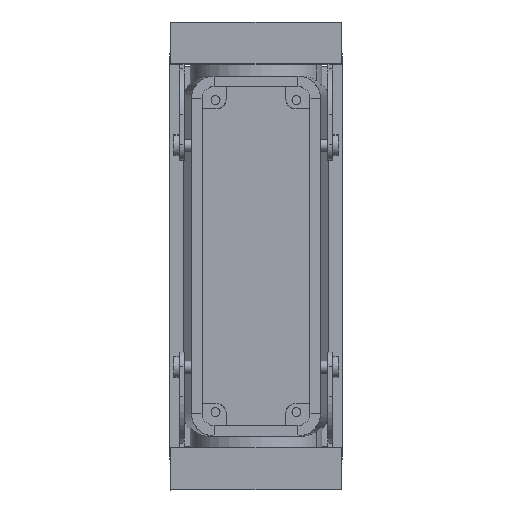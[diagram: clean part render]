
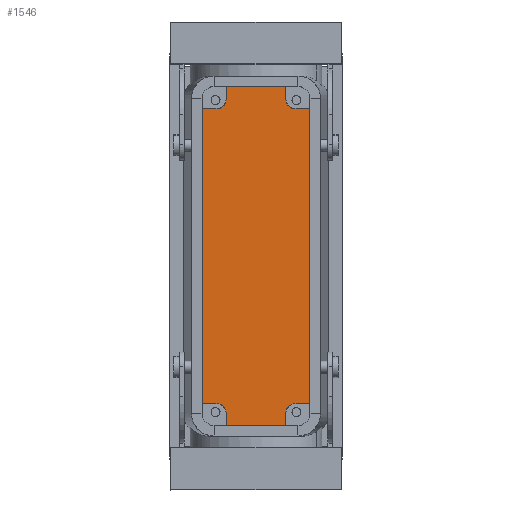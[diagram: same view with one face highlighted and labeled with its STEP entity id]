
A CAD part, top view. The second image highlights one B-rep face of the part: STEP entity #1546.
In plain terms, the highlighted planar face has unit normal (0, 0, 1).
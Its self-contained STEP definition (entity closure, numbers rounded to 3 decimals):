
#431=AXIS2_PLACEMENT_3D('Circle Axis2P3D',#429,#430,$) ;
#528=AXIS2_PLACEMENT_3D('Circle Axis2P3D',#526,#527,$) ;
#1465=AXIS2_PLACEMENT_3D('Plane Axis2P3D',#1462,#1463,#1464) ;
#1483=AXIS2_PLACEMENT_3D('Circle Axis2P3D',#1481,#1482,$) ;
#1511=AXIS2_PLACEMENT_3D('Circle Axis2P3D',#1509,#1510,$) ;
#426=CARTESIAN_POINT('Vertex',(15.75,127.25,5.5)) ;
#429=CARTESIAN_POINT('Axis2P3D Location',(15.75,130.25,5.5)) ;
#433=CARTESIAN_POINT('Vertex',(18.75,130.25,5.5)) ;
#454=CARTESIAN_POINT('Line Origine',(18.75,132.375,5.5)) ;
#458=CARTESIAN_POINT('Vertex',(18.75,134.5,5.5)) ;
#478=CARTESIAN_POINT('Line Origine',(28.75,134.5,5.5)) ;
#482=CARTESIAN_POINT('Vertex',(38.75,134.5,5.5)) ;
#502=CARTESIAN_POINT('Line Origine',(38.75,132.375,5.5)) ;
#506=CARTESIAN_POINT('Vertex',(38.75,130.25,5.5)) ;
#526=CARTESIAN_POINT('Axis2P3D Location',(41.75,130.25,5.5)) ;
#530=CARTESIAN_POINT('Vertex',(41.75,127.25,5.5)) ;
#550=CARTESIAN_POINT('Line Origine',(44.25,127.25,5.5)) ;
#554=CARTESIAN_POINT('Vertex',(46.75,127.25,5.5)) ;
#724=CARTESIAN_POINT('Vertex',(10.75,127.25,5.5)) ;
#727=CARTESIAN_POINT('Line Origine',(13.25,127.25,5.5)) ;
#1462=CARTESIAN_POINT('Axis2P3D Location',(28.75,78.,5.5)) ;
#1467=CARTESIAN_POINT('Line Origine',(10.75,78.,5.5)) ;
#1471=CARTESIAN_POINT('Vertex',(10.75,28.75,5.5)) ;
#1474=CARTESIAN_POINT('Line Origine',(13.25,28.75,5.5)) ;
#1478=CARTESIAN_POINT('Vertex',(15.75,28.75,5.5)) ;
#1481=CARTESIAN_POINT('Axis2P3D Location',(15.75,25.75,5.5)) ;
#1485=CARTESIAN_POINT('Vertex',(18.75,25.75,5.5)) ;
#1488=CARTESIAN_POINT('Line Origine',(18.75,23.625,5.5)) ;
#1492=CARTESIAN_POINT('Vertex',(18.75,21.5,5.5)) ;
#1495=CARTESIAN_POINT('Line Origine',(28.75,21.5,5.5)) ;
#1499=CARTESIAN_POINT('Vertex',(38.75,21.5,5.5)) ;
#1502=CARTESIAN_POINT('Line Origine',(38.75,23.625,5.5)) ;
#1506=CARTESIAN_POINT('Vertex',(38.75,25.75,5.5)) ;
#1509=CARTESIAN_POINT('Axis2P3D Location',(41.75,25.75,5.5)) ;
#1513=CARTESIAN_POINT('Vertex',(41.75,28.75,5.5)) ;
#1516=CARTESIAN_POINT('Line Origine',(44.25,28.75,5.5)) ;
#1520=CARTESIAN_POINT('Vertex',(46.75,28.75,5.5)) ;
#1523=CARTESIAN_POINT('Line Origine',(46.75,78.,5.5)) ;
#430=DIRECTION('Axis2P3D Direction',(-0.,0.,-1.)) ;
#455=DIRECTION('Vector Direction',(0.,1.,0.)) ;
#479=DIRECTION('Vector Direction',(-1.,0.,0.)) ;
#503=DIRECTION('Vector Direction',(0.,1.,0.)) ;
#527=DIRECTION('Axis2P3D Direction',(0.,0.,-1.)) ;
#551=DIRECTION('Vector Direction',(-1.,0.,0.)) ;
#728=DIRECTION('Vector Direction',(1.,0.,0.)) ;
#1463=DIRECTION('Axis2P3D Direction',(0.,-0.,1.)) ;
#1464=DIRECTION('Axis2P3D XDirection',(0.,1.,0.)) ;
#1468=DIRECTION('Vector Direction',(0.,1.,0.)) ;
#1475=DIRECTION('Vector Direction',(1.,0.,0.)) ;
#1482=DIRECTION('Axis2P3D Direction',(0.,-0.,1.)) ;
#1489=DIRECTION('Vector Direction',(0.,-1.,0.)) ;
#1496=DIRECTION('Vector Direction',(1.,0.,0.)) ;
#1503=DIRECTION('Vector Direction',(0.,-1.,0.)) ;
#1510=DIRECTION('Axis2P3D Direction',(0.,-0.,1.)) ;
#1517=DIRECTION('Vector Direction',(-1.,0.,0.)) ;
#1524=DIRECTION('Vector Direction',(0.,-1.,0.)) ;
#456=VECTOR('Line Direction',#455,1.) ;
#480=VECTOR('Line Direction',#479,1.) ;
#504=VECTOR('Line Direction',#503,1.) ;
#552=VECTOR('Line Direction',#551,1.) ;
#729=VECTOR('Line Direction',#728,1.) ;
#1469=VECTOR('Line Direction',#1468,1.) ;
#1476=VECTOR('Line Direction',#1475,1.) ;
#1490=VECTOR('Line Direction',#1489,1.) ;
#1497=VECTOR('Line Direction',#1496,1.) ;
#1504=VECTOR('Line Direction',#1503,1.) ;
#1518=VECTOR('Line Direction',#1517,1.) ;
#1525=VECTOR('Line Direction',#1524,1.) ;
#1529=ORIENTED_EDGE('',*,*,#532,.F.) ;
#1530=ORIENTED_EDGE('',*,*,#508,.T.) ;
#1531=ORIENTED_EDGE('',*,*,#484,.T.) ;
#1532=ORIENTED_EDGE('',*,*,#460,.F.) ;
#1533=ORIENTED_EDGE('',*,*,#435,.F.) ;
#1534=ORIENTED_EDGE('',*,*,#731,.F.) ;
#1535=ORIENTED_EDGE('',*,*,#1473,.T.) ;
#1536=ORIENTED_EDGE('',*,*,#1480,.T.) ;
#1537=ORIENTED_EDGE('',*,*,#1487,.F.) ;
#1538=ORIENTED_EDGE('',*,*,#1494,.T.) ;
#1539=ORIENTED_EDGE('',*,*,#1501,.T.) ;
#1540=ORIENTED_EDGE('',*,*,#1508,.F.) ;
#1541=ORIENTED_EDGE('',*,*,#1515,.F.) ;
#1542=ORIENTED_EDGE('',*,*,#1522,.F.) ;
#1543=ORIENTED_EDGE('',*,*,#1527,.T.) ;
#1544=ORIENTED_EDGE('',*,*,#556,.T.) ;
#1546=ADVANCED_FACE('Housing',(#1545),#1466,.T.) ;
#432=CIRCLE('generated circle',#431,3.) ;
#529=CIRCLE('generated circle',#528,3.) ;
#1484=CIRCLE('generated circle',#1483,3.) ;
#1512=CIRCLE('generated circle',#1511,3.) ;
#435=EDGE_CURVE('',#427,#434,#432,.F.) ;
#460=EDGE_CURVE('',#434,#459,#457,.T.) ;
#484=EDGE_CURVE('',#483,#459,#481,.T.) ;
#508=EDGE_CURVE('',#507,#483,#505,.T.) ;
#532=EDGE_CURVE('',#507,#531,#529,.F.) ;
#556=EDGE_CURVE('',#555,#531,#553,.T.) ;
#731=EDGE_CURVE('',#725,#427,#730,.T.) ;
#1473=EDGE_CURVE('',#725,#1472,#1470,.F.) ;
#1480=EDGE_CURVE('',#1472,#1479,#1477,.T.) ;
#1487=EDGE_CURVE('',#1486,#1479,#1484,.T.) ;
#1494=EDGE_CURVE('',#1486,#1493,#1491,.T.) ;
#1501=EDGE_CURVE('',#1493,#1500,#1498,.T.) ;
#1508=EDGE_CURVE('',#1507,#1500,#1505,.T.) ;
#1515=EDGE_CURVE('',#1514,#1507,#1512,.T.) ;
#1522=EDGE_CURVE('',#1521,#1514,#1519,.T.) ;
#1527=EDGE_CURVE('',#1521,#555,#1526,.F.) ;
#1528=EDGE_LOOP('',(#1529,#1530,#1531,#1532,#1533,#1534,#1535,#1536,#1537,#1538,#1539,#1540,#1541,#1542,#1543,#1544)) ;
#1545=FACE_OUTER_BOUND('',#1528,.T.) ;
#457=LINE('Line',#454,#456) ;
#481=LINE('Line',#478,#480) ;
#505=LINE('Line',#502,#504) ;
#553=LINE('Line',#550,#552) ;
#730=LINE('Line',#727,#729) ;
#1470=LINE('Line',#1467,#1469) ;
#1477=LINE('Line',#1474,#1476) ;
#1491=LINE('Line',#1488,#1490) ;
#1498=LINE('Line',#1495,#1497) ;
#1505=LINE('Line',#1502,#1504) ;
#1519=LINE('Line',#1516,#1518) ;
#1526=LINE('Line',#1523,#1525) ;
#1466=PLANE('',#1465) ;
#427=VERTEX_POINT('',#426) ;
#434=VERTEX_POINT('',#433) ;
#459=VERTEX_POINT('',#458) ;
#483=VERTEX_POINT('',#482) ;
#507=VERTEX_POINT('',#506) ;
#531=VERTEX_POINT('',#530) ;
#555=VERTEX_POINT('',#554) ;
#725=VERTEX_POINT('',#724) ;
#1472=VERTEX_POINT('',#1471) ;
#1479=VERTEX_POINT('',#1478) ;
#1486=VERTEX_POINT('',#1485) ;
#1493=VERTEX_POINT('',#1492) ;
#1500=VERTEX_POINT('',#1499) ;
#1507=VERTEX_POINT('',#1506) ;
#1514=VERTEX_POINT('',#1513) ;
#1521=VERTEX_POINT('',#1520) ;
